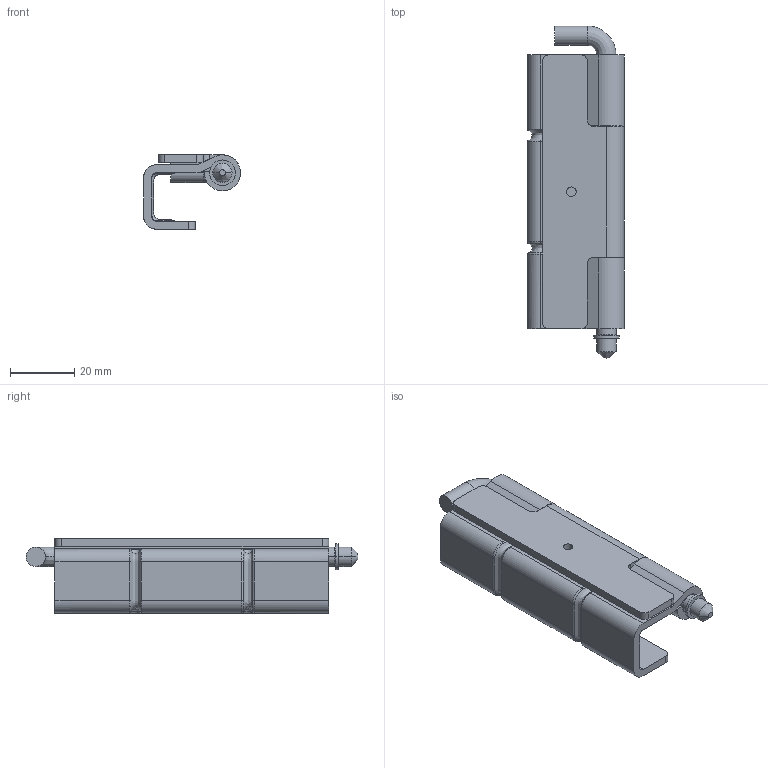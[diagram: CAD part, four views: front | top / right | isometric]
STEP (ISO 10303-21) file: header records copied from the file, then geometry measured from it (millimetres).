
FILE_DESCRIPTION(/* description */ (''),/* implementation_level */ '2;1');
FILE_NAME(/* name */ 'JL125',/* time_stamp */ '2024-10-15T14:10:42+08:00',/* author */ (''),/* organization */ (''),/* preprocessor_version */ 'ST-DEVELOPER v19.2',/* originating_system */ 'Rhino 8.5',/* authorisation */ '');
FILE_SCHEMA (('CONFIG_CONTROL_DESIGN'));
Length unit declared in the file: millimetre
Products named in the file (1): Document
Bounding box: 30.1 x 103.1 x 23.1 mm (x, y, z)
Volume: 21790 mm3; surface area: 19131.6 mm2
Topology: 3 solids, 3 shells, 170 faces, 432 edges, 264 vertices
Faces by surface type: cylinder 72, bspline 56, plane 42
Entity records: 35771 total; most frequent: CARTESIAN_POINT 32440, ORIENTED_EDGE 848, EDGE_CURVE 424, DIRECTION 398, VERTEX_POINT 264, AXIS2_PLACEMENT_3D 256, EDGE_LOOP 180, ADVANCED_FACE 170
